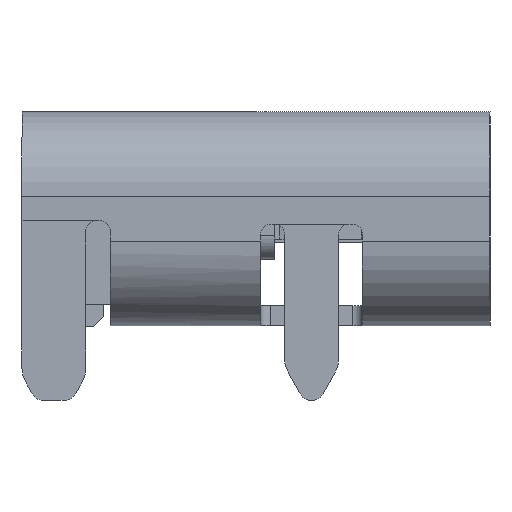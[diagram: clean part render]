
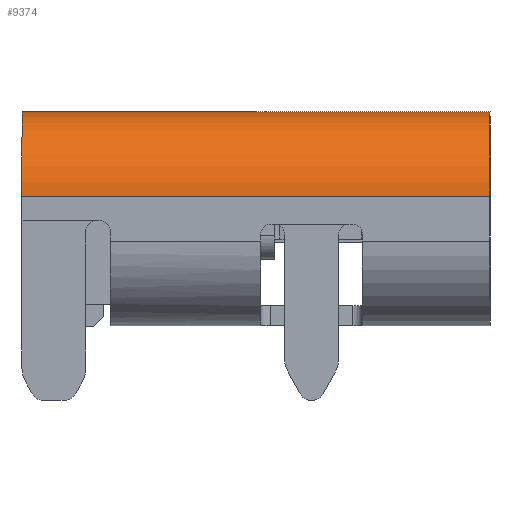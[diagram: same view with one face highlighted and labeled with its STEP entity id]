
A CAD part, left-side view. The second image highlights one B-rep face of the part: STEP entity #9374.
In plain terms, the highlighted cylindrical face has radius 1.25 mm (diameter 2.5 mm), a partial arc.
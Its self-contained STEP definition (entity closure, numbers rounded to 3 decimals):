
#103=CYLINDRICAL_SURFACE('',#10104,1.25);
#349=CIRCLE('',#10100,1.25);
#353=CIRCLE('',#10105,1.25);
#806=FACE_OUTER_BOUND('',#1312,.T.);
#1312=EDGE_LOOP('',(#7885,#7886,#7887,#7888));
#2319=LINE('',#15097,#3421);
#2341=LINE('',#15151,#3443);
#3421=VECTOR('',#12317,1.);
#3443=VECTOR('',#12365,1.);
#4352=VERTEX_POINT('',#15094);
#4353=VERTEX_POINT('',#15096);
#4365=VERTEX_POINT('',#15132);
#4372=VERTEX_POINT('',#15149);
#5580=EDGE_CURVE('',#4353,#4352,#2319,.T.);
#5598=EDGE_CURVE('',#4353,#4365,#349,.T.);
#5607=EDGE_CURVE('',#4352,#4372,#353,.T.);
#5608=EDGE_CURVE('',#4365,#4372,#2341,.T.);
#7885=ORIENTED_EDGE('',*,*,#5580,.T.);
#7886=ORIENTED_EDGE('',*,*,#5607,.T.);
#7887=ORIENTED_EDGE('',*,*,#5608,.F.);
#7888=ORIENTED_EDGE('',*,*,#5598,.F.);
#9374=ADVANCED_FACE('',(#806),#103,.T.);
#10100=AXIS2_PLACEMENT_3D('',#15133,#12348,#12349);
#10104=AXIS2_PLACEMENT_3D('',#15148,#12361,#12362);
#10105=AXIS2_PLACEMENT_3D('',#15150,#12363,#12364);
#12317=DIRECTION('',(0.,1.,0.));
#12348=DIRECTION('center_axis',(0.,-1.,0.));
#12349=DIRECTION('ref_axis',(1.,0.,0.));
#12361=DIRECTION('center_axis',(0.,-1.,0.));
#12362=DIRECTION('ref_axis',(1.,0.,0.));
#12363=DIRECTION('center_axis',(0.,-1.,0.));
#12364=DIRECTION('ref_axis',(1.,0.,0.));
#12365=DIRECTION('',(0.,1.,0.));
#15094=CARTESIAN_POINT('',(-3.22,3.448,3.26));
#15096=CARTESIAN_POINT('',(-3.22,-3.453,3.26));
#15097=CARTESIAN_POINT('',(-3.22,-3.453,3.26));
#15132=CARTESIAN_POINT('',(-4.47,-3.453,2.01));
#15133=CARTESIAN_POINT('Origin',(-3.22,-3.453,2.01));
#15148=CARTESIAN_POINT('Origin',(-3.22,-3.453,2.01));
#15149=CARTESIAN_POINT('',(-4.47,3.448,2.01));
#15150=CARTESIAN_POINT('Origin',(-3.22,3.448,2.01));
#15151=CARTESIAN_POINT('',(-4.47,-3.453,2.01));
